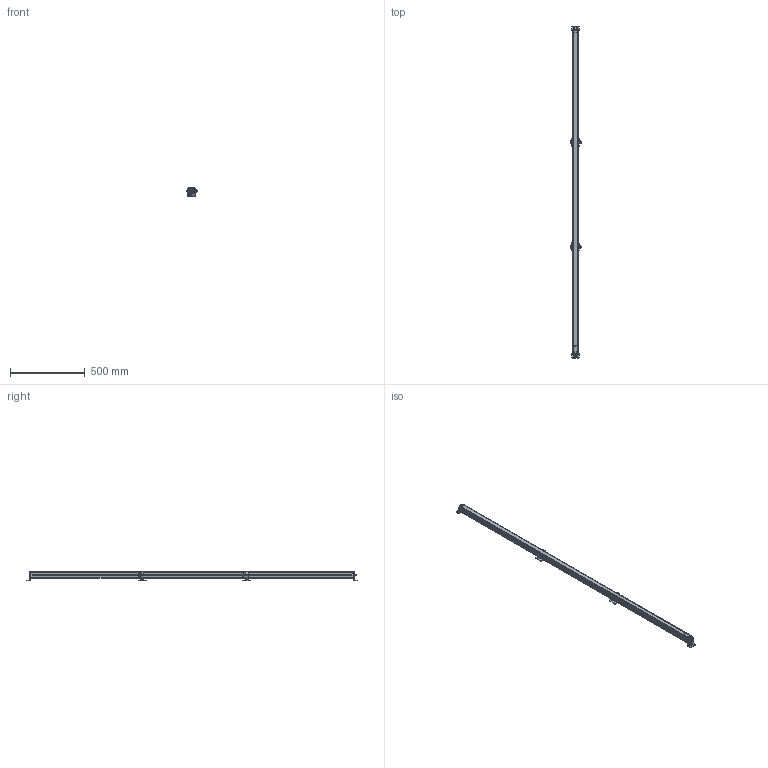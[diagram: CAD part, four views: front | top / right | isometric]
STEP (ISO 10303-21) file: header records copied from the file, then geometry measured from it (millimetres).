
FILE_DESCRIPTION((''),'2;1');
FILE_NAME('139514_SM01_ASM','2024-05-21T14:57:26',('banengservice'),('BANNER ENGINEERING'),'CREO PARAMETRIC BY PTC INC, 2022414','CREO PARAMETRIC BY PTC INC, 2022414','');
FILE_SCHEMA(('CONFIG_CONTROL_DESIGN'));
Products named in the file (9): 139514_EP01; 114483; 114482; 58892; 60139; 71756_ASM; 111087; 58892_GENERIC; 139514_SM01_ASM
Assembly tree (16 placements, depth 3):
  139514_SM01_ASM
    139514_EP01
    71756_ASM  x2
      114483
      114482
      58892
      60139
    111087  x2
    58892_GENERIC  x4
Bounding box: 68.64 x 2226 x 63 mm (x, y, z)
Volume: 3177791.4 mm3; surface area: 514017.8 mm2
Topology: 21 solids, 31 shells, 2972 faces, 8096 edges, 5250 vertices
Faces by surface type: plane 1664, cylinder 918, bspline 285, torus 54, sphere 38, cone 13
Entity records: 93504 total; most frequent: CARTESIAN_POINT 43729, ORIENTED_EDGE 10934, DIRECTION 9395, EDGE_CURVE 5475, VERTEX_POINT 3552, VECTOR 3387, LINE 3387, AXIS2_PLACEMENT_3D 3004
